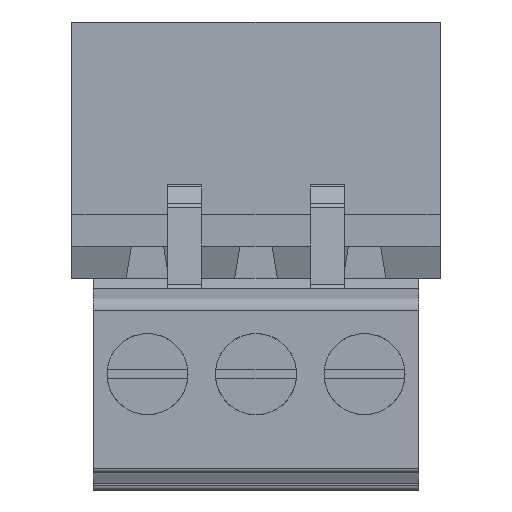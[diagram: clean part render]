
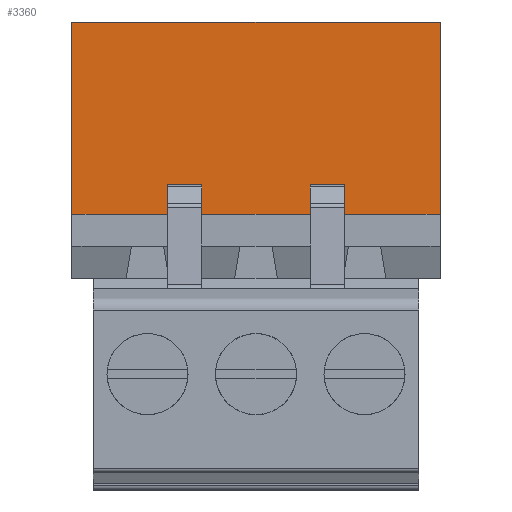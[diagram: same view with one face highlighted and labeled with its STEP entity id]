
A CAD part, top view. The second image highlights one B-rep face of the part: STEP entity #3360.
In plain terms, the highlighted planar face has unit normal (0, 0, 1).
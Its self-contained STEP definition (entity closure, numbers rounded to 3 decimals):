
#1867 = VERTEX_POINT('',#1868);
#1868 = CARTESIAN_POINT('',(-3.54,-7.,7.6));
#1894 = VERTEX_POINT('',#1895);
#1895 = CARTESIAN_POINT('',(13.7,-7.,7.6));
#1901 = EDGE_CURVE('',#1867,#1894,#1902,.T.);
#1902 = LINE('',#1903,#1904);
#1903 = CARTESIAN_POINT('',(-3.54,-7.,7.6));
#1904 = VECTOR('',#1905,1.);
#1905 = DIRECTION('',(1.,0.,0.));
#2359 = VERTEX_POINT('',#2360);
#2360 = CARTESIAN_POINT('',(-3.54,2.,7.6));
#2383 = EDGE_CURVE('',#1867,#2359,#2384,.T.);
#2384 = LINE('',#2385,#2386);
#2385 = CARTESIAN_POINT('',(-3.54,-7.,7.6));
#2386 = VECTOR('',#2387,1.);
#2387 = DIRECTION('',(0.,1.,0.));
#2535 = VERTEX_POINT('',#2536);
#2536 = CARTESIAN_POINT('',(13.7,2.,7.6));
#2554 = EDGE_CURVE('',#1894,#2535,#2555,.T.);
#2555 = LINE('',#2556,#2557);
#2556 = CARTESIAN_POINT('',(13.7,-7.,7.6));
#2557 = VECTOR('',#2558,1.);
#2558 = DIRECTION('',(0.,1.,0.));
#3360 = ADVANCED_FACE('',(#3361),#3372,.T.);
#3361 = FACE_BOUND('',#3362,.T.);
#3362 = EDGE_LOOP('',(#3363,#3364,#3365,#3371));
#3363 = ORIENTED_EDGE('',*,*,#1901,.T.);
#3364 = ORIENTED_EDGE('',*,*,#2554,.T.);
#3365 = ORIENTED_EDGE('',*,*,#3366,.F.);
#3366 = EDGE_CURVE('',#2359,#2535,#3367,.T.);
#3367 = LINE('',#3368,#3369);
#3368 = CARTESIAN_POINT('',(-3.54,2.,7.6));
#3369 = VECTOR('',#3370,1.);
#3370 = DIRECTION('',(1.,0.,0.));
#3371 = ORIENTED_EDGE('',*,*,#2383,.F.);
#3372 = PLANE('',#3373);
#3373 = AXIS2_PLACEMENT_3D('',#3374,#3375,#3376);
#3374 = CARTESIAN_POINT('',(-3.54,-7.,7.6));
#3375 = DIRECTION('',(0.,0.,1.));
#3376 = DIRECTION('',(0.,1.,0.));
